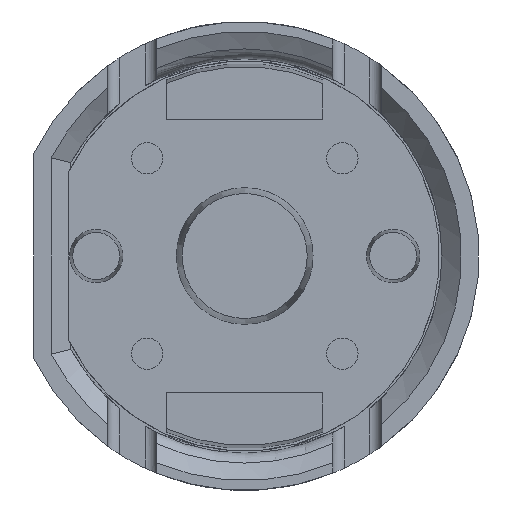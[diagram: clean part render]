
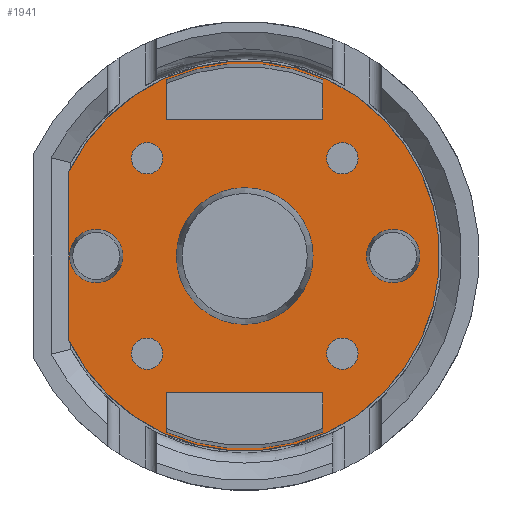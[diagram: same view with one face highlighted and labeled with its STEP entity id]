
A CAD part, front view. The second image highlights one B-rep face of the part: STEP entity #1941.
In plain terms, the highlighted planar face has unit normal (0, -1, 0).
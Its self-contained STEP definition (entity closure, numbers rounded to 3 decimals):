
#116=LINE('',#2738,#253);
#184=LINE('',#3347,#321);
#186=LINE('',#3358,#323);
#234=LINE('',#3669,#371);
#236=LINE('',#3684,#373);
#237=LINE('',#3687,#374);
#238=LINE('',#3688,#375);
#253=VECTOR('',#2200,1000.);
#321=VECTOR('',#2424,1000.);
#323=VECTOR('',#2428,1000.);
#371=VECTOR('',#2594,1000.);
#373=VECTOR('',#2610,1000.);
#374=VECTOR('',#2613,1000.);
#375=VECTOR('',#2614,1000.);
#421=PLANE('',#2133);
#804=ORIENTED_EDGE('',*,*,#1264,.F.);
#805=ORIENTED_EDGE('',*,*,#1018,.T.);
#806=ORIENTED_EDGE('',*,*,#1266,.F.);
#807=ORIENTED_EDGE('',*,*,#1230,.T.);
#808=ORIENTED_EDGE('',*,*,#1267,.F.);
#809=ORIENTED_EDGE('',*,*,#1268,.F.);
#810=ORIENTED_EDGE('',*,*,#1269,.T.);
#811=ORIENTED_EDGE('',*,*,#1172,.T.);
#812=ORIENTED_EDGE('',*,*,#1175,.T.);
#813=ORIENTED_EDGE('',*,*,#1270,.T.);
#814=ORIENTED_EDGE('',*,*,#1271,.F.);
#815=ORIENTED_EDGE('',*,*,#1022,.F.);
#816=ORIENTED_EDGE('',*,*,#1272,.F.);
#817=ORIENTED_EDGE('',*,*,#1183,.F.);
#818=ORIENTED_EDGE('',*,*,#1178,.T.);
#819=ORIENTED_EDGE('',*,*,#1273,.T.);
#820=ORIENTED_EDGE('',*,*,#1262,.F.);
#1018=EDGE_CURVE('',#1307,#1307,#1497,.T.);
#1022=EDGE_CURVE('',#1311,#1308,#116,.T.);
#1172=EDGE_CURVE('',#1429,#1432,#184,.T.);
#1175=EDGE_CURVE('',#1432,#1434,#186,.T.);
#1178=EDGE_CURVE('',#1436,#1436,#1542,.T.);
#1183=EDGE_CURVE('',#1441,#1438,#1545,.T.);
#1230=EDGE_CURVE('',#1468,#1468,#1560,.T.);
#1262=EDGE_CURVE('',#1481,#1482,#234,.T.);
#1264=EDGE_CURVE('',#1483,#1483,#1566,.T.);
#1266=EDGE_CURVE('',#1485,#1485,#1568,.T.);
#1267=EDGE_CURVE('',#1486,#1486,#1569,.T.);
#1268=EDGE_CURVE('',#1487,#1487,#1570,.T.);
#1269=EDGE_CURVE('',#1488,#1429,#236,.T.);
#1270=EDGE_CURVE('',#1434,#1488,#1571,.T.);
#1271=EDGE_CURVE('',#1308,#1441,#237,.T.);
#1272=EDGE_CURVE('',#1438,#1311,#238,.T.);
#1273=EDGE_CURVE('',#1481,#1482,#1572,.T.);
#1307=VERTEX_POINT('',#2729);
#1308=VERTEX_POINT('',#2732);
#1311=VERTEX_POINT('',#2737);
#1429=VERTEX_POINT('',#3341);
#1432=VERTEX_POINT('',#3346);
#1434=VERTEX_POINT('',#3357);
#1436=VERTEX_POINT('',#3365);
#1438=VERTEX_POINT('',#3376);
#1441=VERTEX_POINT('',#3386);
#1468=VERTEX_POINT('',#3519);
#1481=VERTEX_POINT('',#3668);
#1482=VERTEX_POINT('',#3670);
#1483=VERTEX_POINT('',#3674);
#1485=VERTEX_POINT('',#3679);
#1486=VERTEX_POINT('',#3681);
#1487=VERTEX_POINT('',#3683);
#1488=VERTEX_POINT('',#3685);
#1497=CIRCLE('',#1990,0.4);
#1542=CIRCLE('',#2074,1.75);
#1545=CIRCLE('',#2079,4.931);
#1560=CIRCLE('',#2109,0.4);
#1566=CIRCLE('',#2131,0.4);
#1568=CIRCLE('',#2134,0.4);
#1569=CIRCLE('',#2135,0.681);
#1570=CIRCLE('',#2136,0.681);
#1571=CIRCLE('',#2137,4.931);
#1572=CIRCLE('',#2138,4.99);
#1657=EDGE_LOOP('',(#804));
#1658=EDGE_LOOP('',(#805));
#1659=EDGE_LOOP('',(#806));
#1660=EDGE_LOOP('',(#807));
#1661=EDGE_LOOP('',(#808));
#1662=EDGE_LOOP('',(#809));
#1663=EDGE_LOOP('',(#810,#811,#812,#813));
#1664=EDGE_LOOP('',(#814,#815,#816,#817));
#1665=EDGE_LOOP('',(#818));
#1666=EDGE_LOOP('',(#819,#820));
#1784=FACE_BOUND('',#1657,.T.);
#1785=FACE_BOUND('',#1658,.T.);
#1786=FACE_BOUND('',#1659,.T.);
#1787=FACE_BOUND('',#1660,.T.);
#1788=FACE_BOUND('',#1661,.T.);
#1789=FACE_BOUND('',#1662,.T.);
#1790=FACE_BOUND('',#1663,.T.);
#1791=FACE_BOUND('',#1664,.T.);
#1792=FACE_BOUND('',#1665,.T.);
#1793=FACE_BOUND('',#1666,.T.);
#1941=ADVANCED_FACE('',(#1784,#1785,#1786,#1787,#1788,#1789,#1790,#1791,
#1792,#1793),#421,.F.);
#1990=AXIS2_PLACEMENT_3D('',#2728,#2193,#2194);
#2074=AXIS2_PLACEMENT_3D('',#3364,#2436,#2437);
#2079=AXIS2_PLACEMENT_3D('',#3387,#2446,#2447);
#2109=AXIS2_PLACEMENT_3D('',#3518,#2530,#2531);
#2131=AXIS2_PLACEMENT_3D('',#3673,#2598,#2599);
#2133=AXIS2_PLACEMENT_3D('',#3677,#2602,#2603);
#2134=AXIS2_PLACEMENT_3D('',#3678,#2604,#2605);
#2135=AXIS2_PLACEMENT_3D('',#3680,#2606,#2607);
#2136=AXIS2_PLACEMENT_3D('',#3682,#2608,#2609);
#2137=AXIS2_PLACEMENT_3D('',#3686,#2611,#2612);
#2138=AXIS2_PLACEMENT_3D('',#3689,#2615,#2616);
#2193=DIRECTION('',(0.,1.,0.));
#2194=DIRECTION('',(-1.,0.,0.));
#2200=DIRECTION('',(-1.,0.,0.));
#2424=DIRECTION('',(-1.,0.,0.));
#2428=DIRECTION('',(0.,0.,1.));
#2436=DIRECTION('',(0.,1.,0.));
#2437=DIRECTION('',(0.,0.,1.));
#2446=DIRECTION('',(0.,-1.,0.));
#2447=DIRECTION('',(0.,0.,1.));
#2530=DIRECTION('',(0.,1.,0.));
#2531=DIRECTION('',(-1.,0.,0.));
#2594=DIRECTION('',(0.,0.,1.));
#2598=DIRECTION('',(0.,-1.,0.));
#2599=DIRECTION('',(1.,0.,0.));
#2602=DIRECTION('',(0.,1.,0.));
#2603=DIRECTION('',(1.,0.,0.));
#2604=DIRECTION('',(0.,-1.,0.));
#2605=DIRECTION('',(1.,0.,0.));
#2606=DIRECTION('',(0.,-1.,0.));
#2607=DIRECTION('',(1.,0.,0.));
#2608=DIRECTION('',(0.,-1.,0.));
#2609=DIRECTION('',(1.,0.,0.));
#2610=DIRECTION('',(0.,0.,-1.));
#2611=DIRECTION('',(0.,1.,0.));
#2612=DIRECTION('',(-0.406,0.,0.914));
#2613=DIRECTION('',(0.,0.,-1.));
#2614=DIRECTION('',(0.,0.,1.));
#2615=DIRECTION('',(0.,-1.,0.));
#2616=DIRECTION('',(-0.902,0.,-0.432));
#2728=CARTESIAN_POINT('',(-2.5,-5.08,-2.5));
#2729=CARTESIAN_POINT('',(-2.9,-5.08,-2.5));
#2732=CARTESIAN_POINT('',(-2.,-5.08,-3.5));
#2737=CARTESIAN_POINT('',(2.,-5.08,-3.5));
#2738=CARTESIAN_POINT('',(2.,-5.08,-3.5));
#3341=CARTESIAN_POINT('',(2.,-5.08,3.5));
#3346=CARTESIAN_POINT('',(-2.,-5.08,3.5));
#3347=CARTESIAN_POINT('',(2.,-5.08,3.5));
#3357=CARTESIAN_POINT('',(-2.,-5.08,4.507));
#3358=CARTESIAN_POINT('',(-2.,-5.08,0.));
#3364=CARTESIAN_POINT('',(0.,-5.08,0.));
#3365=CARTESIAN_POINT('',(0.,-5.08,1.75));
#3376=CARTESIAN_POINT('',(2.,-5.08,-4.507));
#3386=CARTESIAN_POINT('',(-2.,-5.08,-4.507));
#3387=CARTESIAN_POINT('',(0.,-5.08,0.));
#3518=CARTESIAN_POINT('',(-2.5,-5.08,2.5));
#3519=CARTESIAN_POINT('',(-2.9,-5.08,2.5));
#3668=CARTESIAN_POINT('',(-4.5,-5.08,-2.156));
#3669=CARTESIAN_POINT('',(-4.5,-5.08,-2.156));
#3670=CARTESIAN_POINT('',(-4.5,-5.08,2.156));
#3673=CARTESIAN_POINT('',(2.5,-5.08,-2.5));
#3674=CARTESIAN_POINT('',(2.9,-5.08,-2.5));
#3677=CARTESIAN_POINT('',(0.,-5.08,0.));
#3678=CARTESIAN_POINT('',(2.5,-5.08,2.5));
#3679=CARTESIAN_POINT('',(2.9,-5.08,2.5));
#3680=CARTESIAN_POINT('',(-3.8,-5.08,0.));
#3681=CARTESIAN_POINT('',(-3.119,-5.08,0.));
#3682=CARTESIAN_POINT('',(3.8,-5.08,0.));
#3683=CARTESIAN_POINT('',(4.481,-5.08,0.));
#3684=CARTESIAN_POINT('',(2.,-5.08,4.507));
#3685=CARTESIAN_POINT('',(2.,-5.08,4.507));
#3686=CARTESIAN_POINT('',(0.,-5.08,0.));
#3687=CARTESIAN_POINT('',(-2.,-5.08,-3.5));
#3688=CARTESIAN_POINT('',(2.,-5.08,4.418));
#3689=CARTESIAN_POINT('',(0.,-5.08,0.));
